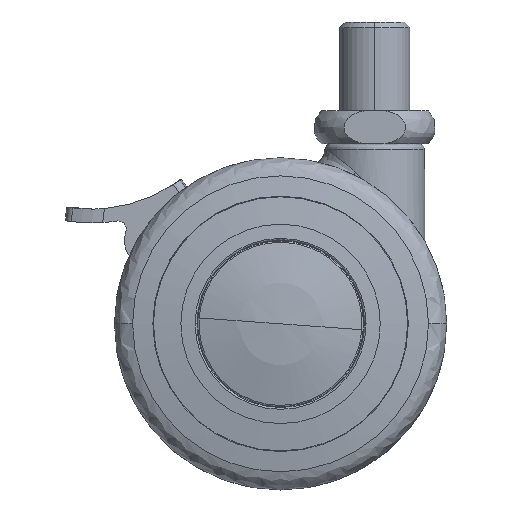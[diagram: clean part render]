
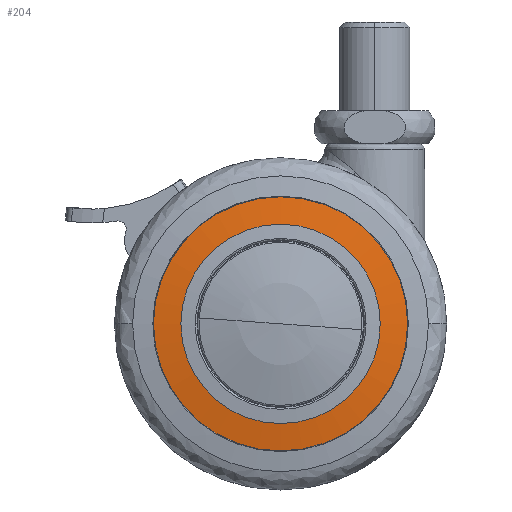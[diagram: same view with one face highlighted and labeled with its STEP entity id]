
A CAD part, front view. The second image highlights one B-rep face of the part: STEP entity #204.
In plain terms, the highlighted spherical face has radius 148.8 mm.
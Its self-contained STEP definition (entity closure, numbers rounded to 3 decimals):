
#204=ADVANCED_FACE('',(#508,#509),#507,.T.);
#507=SPHERICAL_SURFACE('',#3057,148.8);
#508=FACE_OUTER_BOUND('',#3058,.T.);
#509=FACE_BOUND('',#3059,.T.);
#3054=CARTESIAN_POINT('',(0.,0.,-134.74));
#3055=DIRECTION('',(-1.,0.,0.));
#3056=DIRECTION('',(0.,-0.154,0.988));
#3057=AXIS2_PLACEMENT_3D('',#3054,#3055,#3056);
#3058=EDGE_LOOP('',(#5726,#5727));
#3059=EDGE_LOOP('',(#5728,#5729,#5730));
#5726=ORIENTED_EDGE('',*,*,#6843,.T.);
#5727=ORIENTED_EDGE('',*,*,#6844,.T.);
#5728=ORIENTED_EDGE('',*,*,#6845,.F.);
#5729=ORIENTED_EDGE('',*,*,#6846,.F.);
#5730=ORIENTED_EDGE('',*,*,#6847,.F.);
#6843=EDGE_CURVE('',#7623,#7624,#7625,.T.);
#6844=EDGE_CURVE('',#7624,#7623,#7631,.T.);
#6845=EDGE_CURVE('',#7637,#7638,#7639,.T.);
#6846=EDGE_CURVE('',#7645,#7637,#7646,.T.);
#6847=EDGE_CURVE('',#7638,#7645,#7652,.T.);
#7623=VERTEX_POINT('',#11286);
#7624=VERTEX_POINT('',#11287);
#7625=CIRCLE('',#11291,22.95);
#7631=CIRCLE('',#11295,22.95);
#7637=VERTEX_POINT('',#11296);
#7638=VERTEX_POINT('',#11297);
#7639=CIRCLE('',#11301,18.);
#7645=VERTEX_POINT('',#11302);
#7646=CIRCLE('',#11306,18.);
#7652=CIRCLE('',#11310,18.);
#11286=CARTESIAN_POINT('',(22.95,0.,12.28));
#11287=CARTESIAN_POINT('',(-22.95,0.,12.28));
#11288=CARTESIAN_POINT('',(0.,0.,12.28));
#11289=DIRECTION('',(0.,0.,1.));
#11290=DIRECTION('',(1.,0.,0.));
#11291=AXIS2_PLACEMENT_3D('',#11288,#11289,#11290);
#11292=CARTESIAN_POINT('',(0.,0.,12.28));
#11293=DIRECTION('',(0.,0.,1.));
#11294=DIRECTION('',(1.,0.,0.));
#11295=AXIS2_PLACEMENT_3D('',#11292,#11293,#11294);
#11296=CARTESIAN_POINT('',(-18.,0.,12.967));
#11297=CARTESIAN_POINT('',(0.,-18.,12.967));
#11298=CARTESIAN_POINT('',(0.,0.,12.967));
#11299=DIRECTION('',(0.,0.,1.));
#11300=DIRECTION('',(0.,-1.,0.));
#11301=AXIS2_PLACEMENT_3D('',#11298,#11299,#11300);
#11302=CARTESIAN_POINT('',(18.,0.002,12.967));
#11303=CARTESIAN_POINT('',(0.,0.,12.967));
#11304=DIRECTION('',(0.,0.,1.));
#11305=DIRECTION('',(0.,-1.,0.));
#11306=AXIS2_PLACEMENT_3D('',#11303,#11304,#11305);
#11307=CARTESIAN_POINT('',(0.,0.,12.967));
#11308=DIRECTION('',(0.,0.,1.));
#11309=DIRECTION('',(0.,-1.,0.));
#11310=AXIS2_PLACEMENT_3D('',#11307,#11308,#11309);
